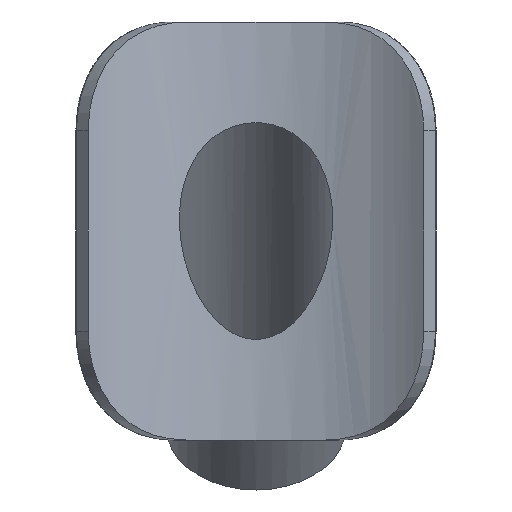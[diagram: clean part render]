
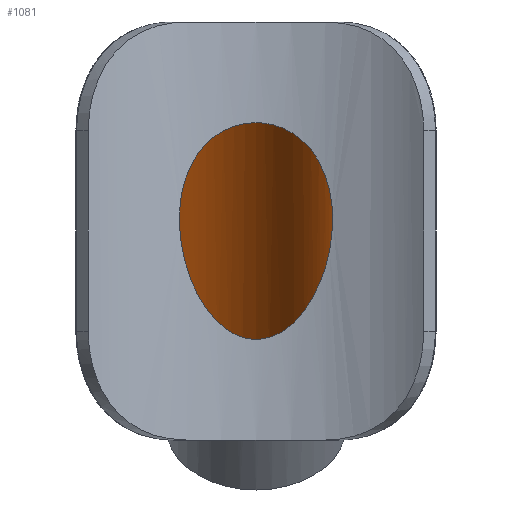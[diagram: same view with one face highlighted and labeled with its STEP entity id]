
A CAD part, front view. The second image highlights one B-rep face of the part: STEP entity #1081.
In plain terms, the highlighted cylindrical face has radius 46.75 mm (diameter 93.5 mm), a full revolution.
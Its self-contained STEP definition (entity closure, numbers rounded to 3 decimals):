
#175=B_SPLINE_CURVE_WITH_KNOTS('',3,(#3092,#3093,#3094,#3095,#3096,#3097,
#3098,#3099,#3100,#3101,#3102,#3103,#3104,#3105,#3106,#3107,#3108,#3109,
#3110,#3111,#3112,#3113,#3114,#3115,#3116,#3117,#3118,#3119,#3120,#3121,
#3122,#3123,#3124,#3125,#3126,#3127,#3128,#3129,#3130,#3131,#3132,#3133,
#3134,#3135,#3136,#3137,#3138,#3139,#3140,#3141,#3142,#3143,#3144,#3145,
#3146,#3147,#3148,#3149,#3150,#3151,#3152,#3153,#3154,#3155),
 .UNSPECIFIED.,.T.,.F.,(4,2,2,2,2,2,2,2,2,2,2,2,2,2,2,2,2,2,2,2,2,2,2,2,
2,2,2,2,2,2,2,4),(0.,1.256,2.513,3.769,
5.026,6.061,7.097,8.133,9.168,
10.063,10.959,11.854,12.749,15.529,
16.919,18.309,19.477,20.646,21.814,
22.982,23.841,24.7,25.56,26.419,
27.279,28.138,28.997,29.857,31.025,
32.193,33.361,34.529),.UNSPECIFIED.);
#194=FACE_BOUND('',#385,.T.);
#226=CYLINDRICAL_SURFACE('',#1194,46.75);
#297=FACE_OUTER_BOUND('',#384,.T.);
#384=EDGE_LOOP('',(#996));
#385=EDGE_LOOP('',(#997));
#439=CIRCLE('',#1193,46.75);
#537=VERTEX_POINT('',#3091);
#538=VERTEX_POINT('',#3157);
#690=EDGE_CURVE('',#537,#537,#175,.T.);
#691=EDGE_CURVE('',#538,#538,#439,.T.);
#996=ORIENTED_EDGE('',*,*,#690,.T.);
#997=ORIENTED_EDGE('',*,*,#691,.T.);
#1081=ADVANCED_FACE('',(#297,#194),#226,.F.);
#1193=AXIS2_PLACEMENT_3D('',#3158,#1453,#1454);
#1194=AXIS2_PLACEMENT_3D('',#3159,#1455,#1456);
#1453=DIRECTION('center_axis',(0.,0.707,-0.707));
#1454=DIRECTION('ref_axis',(1.,0.,0.));
#1455=DIRECTION('center_axis',(0.,0.707,-0.707));
#1456=DIRECTION('ref_axis',(0.,0.707,0.707));
#3091=CARTESIAN_POINT('',(0.,157.5,66.114));
#3092=CARTESIAN_POINT('Ctrl Pts',(-46.75,150.402,7.098));
#3093=CARTESIAN_POINT('Ctrl Pts',(-46.75,150.402,2.91));
#3094=CARTESIAN_POINT('Ctrl Pts',(-46.465,150.491,-1.451));
#3095=CARTESIAN_POINT('Ctrl Pts',(-45.298,150.847,-10.256));
#3096=CARTESIAN_POINT('Ctrl Pts',(-44.415,151.113,-14.7));
#3097=CARTESIAN_POINT('Ctrl Pts',(-42.078,151.78,-23.416));
#3098=CARTESIAN_POINT('Ctrl Pts',(-40.624,152.181,-27.691));
#3099=CARTESIAN_POINT('Ctrl Pts',(-37.202,153.053,-35.83));
#3100=CARTESIAN_POINT('Ctrl Pts',(-35.235,153.524,-39.695));
#3101=CARTESIAN_POINT('Ctrl Pts',(-31.263,154.377,-46.165));
#3102=CARTESIAN_POINT('Ctrl Pts',(-29.19,154.79,-49.09));
#3103=CARTESIAN_POINT('Ctrl Pts',(-24.52,155.598,-54.533));
#3104=CARTESIAN_POINT('Ctrl Pts',(-21.923,155.993,-57.05));
#3105=CARTESIAN_POINT('Ctrl Pts',(-16.284,156.682,-61.309));
#3106=CARTESIAN_POINT('Ctrl Pts',(-13.239,156.976,-63.054));
#3107=CARTESIAN_POINT('Ctrl Pts',(-6.823,157.385,-65.456));
#3108=CARTESIAN_POINT('Ctrl Pts',(-3.452,157.5,-66.114));
#3109=CARTESIAN_POINT('Ctrl Pts',(2.984,157.5,-66.114));
#3110=CARTESIAN_POINT('Ctrl Pts',(5.954,157.414,-65.619));
#3111=CARTESIAN_POINT('Ctrl Pts',(11.679,157.093,-63.743));
#3112=CARTESIAN_POINT('Ctrl Pts',(14.434,156.859,-62.365));
#3113=CARTESIAN_POINT('Ctrl Pts',(19.589,156.299,-58.956));
#3114=CARTESIAN_POINT('Ctrl Pts',(21.995,155.972,-56.925));
#3115=CARTESIAN_POINT('Ctrl Pts',(26.374,155.292,-52.501));
#3116=CARTESIAN_POINT('Ctrl Pts',(28.348,154.938,-50.109));
#3117=CARTESIAN_POINT('Ctrl Pts',(35.478,153.55,-40.244));
#3118=CARTESIAN_POINT('Ctrl Pts',(39.683,152.447,-31.192));
#3119=CARTESIAN_POINT('Ctrl Pts',(43.92,151.26,-16.917));
#3120=CARTESIAN_POINT('Ctrl Pts',(44.986,150.94,-12.042));
#3121=CARTESIAN_POINT('Ctrl Pts',(46.402,150.511,-2.351));
#3122=CARTESIAN_POINT('Ctrl Pts',(46.75,150.402,2.465));
#3123=CARTESIAN_POINT('Ctrl Pts',(46.75,150.402,10.992));
#3124=CARTESIAN_POINT('Ctrl Pts',(46.504,150.479,15.054));
#3125=CARTESIAN_POINT('Ctrl Pts',(45.37,150.825,23.194));
#3126=CARTESIAN_POINT('Ctrl Pts',(44.482,151.094,27.271));
#3127=CARTESIAN_POINT('Ctrl Pts',(41.987,151.806,35.134));
#3128=CARTESIAN_POINT('Ctrl Pts',(40.379,152.249,38.925));
#3129=CARTESIAN_POINT('Ctrl Pts',(36.454,153.237,45.942));
#3130=CARTESIAN_POINT('Ctrl Pts',(34.136,153.779,49.169));
#3131=CARTESIAN_POINT('Ctrl Pts',(29.604,154.705,54.096));
#3132=CARTESIAN_POINT('Ctrl Pts',(27.422,155.113,56.083));
#3133=CARTESIAN_POINT('Ctrl Pts',(22.628,155.885,59.608));
#3134=CARTESIAN_POINT('Ctrl Pts',(20.016,156.247,61.147));
#3135=CARTESIAN_POINT('Ctrl Pts',(14.527,156.853,63.627));
#3136=CARTESIAN_POINT('Ctrl Pts',(11.644,157.096,64.572));
#3137=CARTESIAN_POINT('Ctrl Pts',(5.813,157.42,65.816));
#3138=CARTESIAN_POINT('Ctrl Pts',(2.865,157.5,66.114));
#3139=CARTESIAN_POINT('Ctrl Pts',(-2.865,157.5,66.114));
#3140=CARTESIAN_POINT('Ctrl Pts',(-5.813,157.42,65.816));
#3141=CARTESIAN_POINT('Ctrl Pts',(-11.644,157.096,64.572));
#3142=CARTESIAN_POINT('Ctrl Pts',(-14.527,156.853,63.627));
#3143=CARTESIAN_POINT('Ctrl Pts',(-20.016,156.247,61.147));
#3144=CARTESIAN_POINT('Ctrl Pts',(-22.628,155.885,59.608));
#3145=CARTESIAN_POINT('Ctrl Pts',(-27.422,155.113,56.083));
#3146=CARTESIAN_POINT('Ctrl Pts',(-29.604,154.705,54.096));
#3147=CARTESIAN_POINT('Ctrl Pts',(-34.136,153.779,49.169));
#3148=CARTESIAN_POINT('Ctrl Pts',(-36.454,153.237,45.942));
#3149=CARTESIAN_POINT('Ctrl Pts',(-40.379,152.249,38.925));
#3150=CARTESIAN_POINT('Ctrl Pts',(-41.987,151.806,35.134));
#3151=CARTESIAN_POINT('Ctrl Pts',(-44.482,151.094,27.271));
#3152=CARTESIAN_POINT('Ctrl Pts',(-45.37,150.825,23.194));
#3153=CARTESIAN_POINT('Ctrl Pts',(-46.504,150.479,15.054));
#3154=CARTESIAN_POINT('Ctrl Pts',(-46.75,150.402,10.992));
#3155=CARTESIAN_POINT('Ctrl Pts',(-46.75,150.402,7.098));
#3157=CARTESIAN_POINT('',(0.,309.666,-86.052));
#3158=CARTESIAN_POINT('Origin',(0.,276.609,-119.109));
#3159=CARTESIAN_POINT('Origin',(0.,200.526,-43.026));
